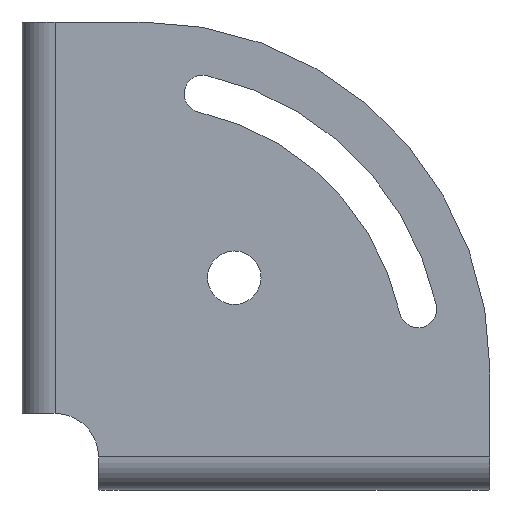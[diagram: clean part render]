
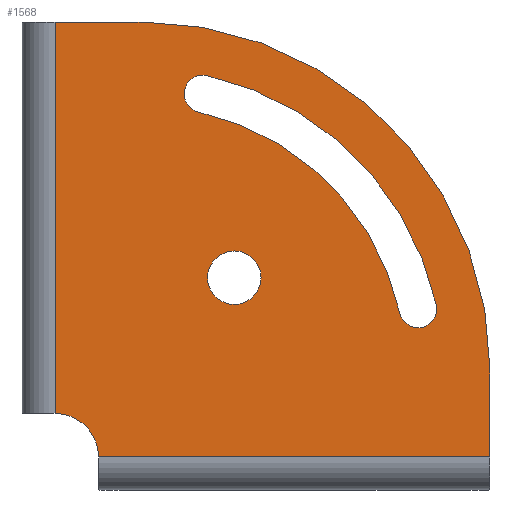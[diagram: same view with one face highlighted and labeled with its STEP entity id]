
A CAD part, front view. The second image highlights one B-rep face of the part: STEP entity #1568.
In plain terms, the highlighted planar face has unit normal (0, -1, 0).
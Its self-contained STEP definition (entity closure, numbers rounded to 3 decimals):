
#5 = CIRCLE ( 'NONE', #448, 80. ) ;
#16 = AXIS2_PLACEMENT_3D ( 'NONE', #124, #663, #530 ) ;
#27 = CARTESIAN_POINT ( 'NONE',  ( 0., -4., 100. ) ) ;
#31 = DIRECTION ( 'NONE',  ( 0., 0., -1. ) ) ;
#49 = CIRCLE ( 'NONE', #1588, 6.15 ) ;
#59 = DIRECTION ( 'NONE',  ( 0., 0., 1. ) ) ;
#86 = CARTESIAN_POINT ( 'NONE',  ( 23.6, -4., 100. ) ) ;
#93 = ORIENTED_EDGE ( 'NONE', *, *, #349, .F. ) ;
#100 = DIRECTION ( 'NONE',  ( 0., 0., -1. ) ) ;
#108 = EDGE_CURVE ( 'NONE', #224, #370, #1346, .T. ) ;
#116 = ORIENTED_EDGE ( 'NONE', *, *, #1598, .F. ) ;
#124 = CARTESIAN_POINT ( 'NONE',  ( 23.6, -4., 20. ) ) ;
#128 = EDGE_CURVE ( 'NONE', #193, #678, #401, .T. ) ;
#132 = CARTESIAN_POINT ( 'NONE',  ( 3.6, -4., 10. ) ) ;
#169 = CARTESIAN_POINT ( 'NONE',  ( 3.6, -4., 100. ) ) ;
#188 = CARTESIAN_POINT ( 'NONE',  ( 44.813, -4., 41.213 ) ) ;
#191 = AXIS2_PLACEMENT_3D ( 'NONE', #296, #829, #561 ) ;
#193 = VERTEX_POINT ( 'NONE', #360 ) ;
#216 = DIRECTION ( 'NONE',  ( 1., 0., 0. ) ) ;
#222 = CARTESIAN_POINT ( 'NONE',  ( 87.079, -4., 33.981 ) ) ;
#224 = VERTEX_POINT ( 'NONE', #1104 ) ;
#229 = DIRECTION ( 'NONE',  ( 0., -1., 0. ) ) ;
#232 = FACE_BOUND ( 'NONE', #817, .T. ) ;
#234 = EDGE_CURVE ( 'NONE', #658, #193, #789, .T. ) ;
#258 = CARTESIAN_POINT ( 'NONE',  ( 3.6, -4., 100. ) ) ;
#288 = DIRECTION ( 'NONE',  ( 0., 0., 1. ) ) ;
#294 = EDGE_CURVE ( 'NONE', #658, #1030, #1610, .T. ) ;
#296 = CARTESIAN_POINT ( 'NONE',  ( 44.813, -4., 41.213 ) ) ;
#326 = CARTESIAN_POINT ( 'NONE',  ( 103.6, -4., 0. ) ) ;
#328 = CIRCLE ( 'NONE', #1179, 4.3 ) ;
#349 = EDGE_CURVE ( 'NONE', #224, #844, #896, .T. ) ;
#360 = CARTESIAN_POINT ( 'NONE',  ( 91.278, -4., 34.906 ) ) ;
#366 = CARTESIAN_POINT ( 'NONE',  ( 23.6, -4., 20. ) ) ;
#370 = VERTEX_POINT ( 'NONE', #326 ) ;
#371 = CARTESIAN_POINT ( 'NONE',  ( 44.813, -4., 47.363 ) ) ;
#401 = CIRCLE ( 'NONE', #1257, 69.3 ) ;
#407 = LINE ( 'NONE', #169, #1060 ) ;
#418 = EDGE_CURVE ( 'NONE', #1670, #1282, #498, .T. ) ;
#444 = VERTEX_POINT ( 'NONE', #755 ) ;
#448 = AXIS2_PLACEMENT_3D ( 'NONE', #366, #1298, #501 ) ;
#458 = CARTESIAN_POINT ( 'NONE',  ( 0., -4., 0. ) ) ;
#465 = EDGE_CURVE ( 'NONE', #678, #444, #1363, .T. ) ;
#467 = VERTEX_POINT ( 'NONE', #842 ) ;
#498 = CIRCLE ( 'NONE', #191, 6.15 ) ;
#501 = DIRECTION ( 'NONE',  ( 0., 0., 1. ) ) ;
#530 = DIRECTION ( 'NONE',  ( 0., 0., 1. ) ) ;
#540 = LINE ( 'NONE', #1261, #1188 ) ;
#551 = DIRECTION ( 'NONE',  ( 0., 1., 0. ) ) ;
#555 = EDGE_CURVE ( 'NONE', #467, #370, #563, .T. ) ;
#561 = DIRECTION ( 'NONE',  ( 0., 0., 1. ) ) ;
#563 = LINE ( 'NONE', #1427, #1208 ) ;
#578 = CARTESIAN_POINT ( 'NONE',  ( 36.656, -4., 79.279 ) ) ;
#591 = DIRECTION ( 'NONE',  ( 0., 0., 1. ) ) ;
#600 = EDGE_LOOP ( 'NONE', ( #93, #1338, #1253, #1238, #116, #788 ) ) ;
#658 = VERTEX_POINT ( 'NONE', #673 ) ;
#663 = DIRECTION ( 'NONE',  ( 0., -1., 0. ) ) ;
#673 = CARTESIAN_POINT ( 'NONE',  ( 82.879, -4., 33.056 ) ) ;
#678 = VERTEX_POINT ( 'NONE', #916 ) ;
#700 = DIRECTION ( 'NONE',  ( 0., 0., 1. ) ) ;
#715 = AXIS2_PLACEMENT_3D ( 'NONE', #27, #551, #288 ) ;
#716 = DIRECTION ( 'NONE',  ( 0., 0., 1. ) ) ;
#755 = CARTESIAN_POINT ( 'NONE',  ( 37.581, -4., 87.779 ) ) ;
#776 = CARTESIAN_POINT ( 'NONE',  ( 23.6, -4., 20. ) ) ;
#788 = ORIENTED_EDGE ( 'NONE', *, *, #1687, .T. ) ;
#789 = CIRCLE ( 'NONE', #1653, 4.3 ) ;
#790 = AXIS2_PLACEMENT_3D ( 'NONE', #1264, #229, #59 ) ;
#796 = DIRECTION ( 'NONE',  ( 0., 0., 1. ) ) ;
#817 = EDGE_LOOP ( 'NONE', ( #1075, #1561 ) ) ;
#829 = DIRECTION ( 'NONE',  ( 0., -1., 0. ) ) ;
#842 = CARTESIAN_POINT ( 'NONE',  ( 103.6, -4., 20. ) ) ;
#844 = VERTEX_POINT ( 'NONE', #132 ) ;
#896 = CIRCLE ( 'NONE', #1064, 10. ) ;
#916 = CARTESIAN_POINT ( 'NONE',  ( 38.506, -4., 87.678 ) ) ;
#935 = PLANE ( 'NONE',  #715 ) ;
#940 = ORIENTED_EDGE ( 'NONE', *, *, #465, .F. ) ;
#957 = CARTESIAN_POINT ( 'NONE',  ( 3.6, -4., 0. ) ) ;
#963 = FACE_BOUND ( 'NONE', #1131, .T. ) ;
#1030 = VERTEX_POINT ( 'NONE', #578 ) ;
#1034 = EDGE_CURVE ( 'NONE', #1282, #1670, #49, .T. ) ;
#1060 = VECTOR ( 'NONE', #100, 1000. ) ;
#1064 = AXIS2_PLACEMENT_3D ( 'NONE', #957, #1455, #700 ) ;
#1075 = ORIENTED_EDGE ( 'NONE', *, *, #1034, .F. ) ;
#1077 = VERTEX_POINT ( 'NONE', #86 ) ;
#1104 = CARTESIAN_POINT ( 'NONE',  ( 13.6, -4., 0. ) ) ;
#1109 = ORIENTED_EDGE ( 'NONE', *, *, #294, .T. ) ;
#1119 = CARTESIAN_POINT ( 'NONE',  ( 44.813, -4., 35.063 ) ) ;
#1131 = EDGE_LOOP ( 'NONE', ( #1109, #1268, #940, #1473, #1315 ) ) ;
#1147 = VECTOR ( 'NONE', #1650, 1000. ) ;
#1179 = AXIS2_PLACEMENT_3D ( 'NONE', #1617, #1478, #716 ) ;
#1188 = VECTOR ( 'NONE', #216, 1000. ) ;
#1198 = DIRECTION ( 'NONE',  ( 0., -1., 0. ) ) ;
#1208 = VECTOR ( 'NONE', #31, 1000. ) ;
#1228 = FACE_OUTER_BOUND ( 'NONE', #600, .T. ) ;
#1238 = ORIENTED_EDGE ( 'NONE', *, *, #1508, .T. ) ;
#1249 = DIRECTION ( 'NONE',  ( 0., 0., 1. ) ) ;
#1253 = ORIENTED_EDGE ( 'NONE', *, *, #555, .F. ) ;
#1257 = AXIS2_PLACEMENT_3D ( 'NONE', #776, #1426, #1249 ) ;
#1261 = CARTESIAN_POINT ( 'NONE',  ( 0., -4., 100. ) ) ;
#1264 = CARTESIAN_POINT ( 'NONE',  ( 37.581, -4., 83.479 ) ) ;
#1268 = ORIENTED_EDGE ( 'NONE', *, *, #1345, .F. ) ;
#1282 = VERTEX_POINT ( 'NONE', #371 ) ;
#1298 = DIRECTION ( 'NONE',  ( 0., -1., 0. ) ) ;
#1315 = ORIENTED_EDGE ( 'NONE', *, *, #234, .F. ) ;
#1338 = ORIENTED_EDGE ( 'NONE', *, *, #108, .T. ) ;
#1345 = EDGE_CURVE ( 'NONE', #444, #1030, #328, .T. ) ;
#1346 = LINE ( 'NONE', #458, #1147 ) ;
#1363 = CIRCLE ( 'NONE', #790, 4.3 ) ;
#1426 = DIRECTION ( 'NONE',  ( 0., -1., 0. ) ) ;
#1427 = CARTESIAN_POINT ( 'NONE',  ( 103.6, -4., 100. ) ) ;
#1428 = VERTEX_POINT ( 'NONE', #258 ) ;
#1455 = DIRECTION ( 'NONE',  ( 0., -1., 0. ) ) ;
#1473 = ORIENTED_EDGE ( 'NONE', *, *, #128, .F. ) ;
#1478 = DIRECTION ( 'NONE',  ( 0., -1., 0. ) ) ;
#1491 = DIRECTION ( 'NONE',  ( 0., -1., 0. ) ) ;
#1508 = EDGE_CURVE ( 'NONE', #467, #1077, #5, .T. ) ;
#1561 = ORIENTED_EDGE ( 'NONE', *, *, #418, .F. ) ;
#1568 = ADVANCED_FACE ( 'NONE', ( #232, #963, #1228 ), #935, .F. ) ;
#1588 = AXIS2_PLACEMENT_3D ( 'NONE', #188, #1491, #591 ) ;
#1598 = EDGE_CURVE ( 'NONE', #1428, #1077, #540, .T. ) ;
#1610 = CIRCLE ( 'NONE', #16, 60.7 ) ;
#1617 = CARTESIAN_POINT ( 'NONE',  ( 37.581, -4., 83.479 ) ) ;
#1650 = DIRECTION ( 'NONE',  ( 1., 0., 0. ) ) ;
#1653 = AXIS2_PLACEMENT_3D ( 'NONE', #222, #1198, #796 ) ;
#1670 = VERTEX_POINT ( 'NONE', #1119 ) ;
#1687 = EDGE_CURVE ( 'NONE', #1428, #844, #407, .T. ) ;
